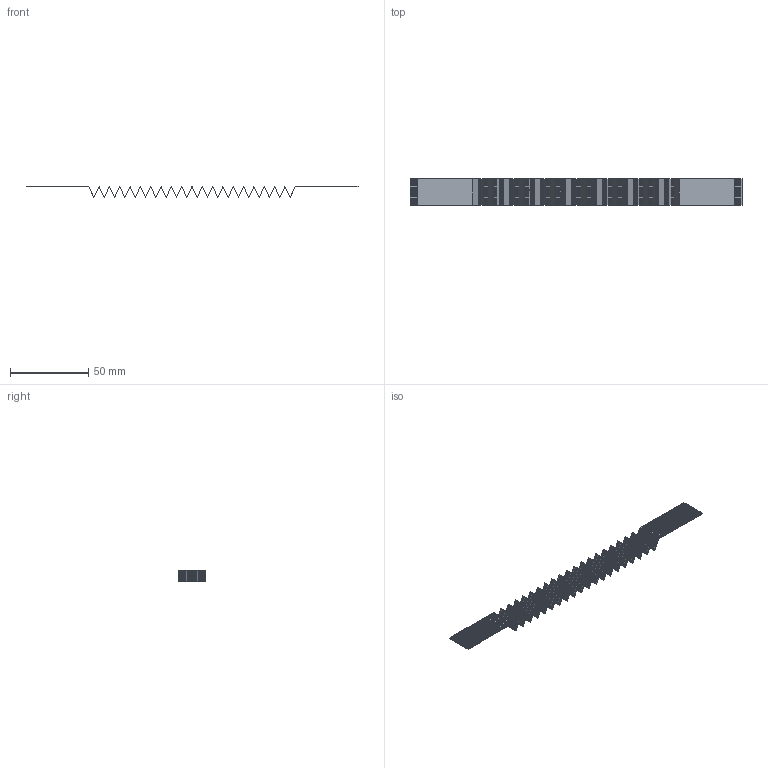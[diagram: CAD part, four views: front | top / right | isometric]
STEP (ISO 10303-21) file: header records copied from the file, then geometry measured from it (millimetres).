
FILE_DESCRIPTION(/* description */ ('Unknown'),/* implementation_level */ '2;1');
FILE_NAME(/* name */ '686616141001',/* time_stamp */ '2020-12-14T10:39:12+01:00',/* author */ ('Unknown'),/* organization */ ('Unknown'),/* preprocessor_version */ 'ST-DEVELOPER v16.7',/* originating_system */ 'DEX',/* authorisation */ $);
FILE_SCHEMA (('AUTOMOTIVE_DESIGN {1 0 10303 214 3 1 1}'));
Length unit declared in the file: millimetre
Products named in the file (2): 6866xx141001; 686616141001
Assembly tree (1 placements, depth 2):
  6866xx141001
    686616141001
Bounding box: 211.96 x 17 x 7.5 mm (x, y, z)
Volume: 542.3 mm3; surface area: 22899.1 mm2
Topology: 1 solids, 1 shells, 1512 faces, 4554 edges, 3012 vertices
Faces by surface type: plane 1512
Entity records: 61271 total; most frequent: CARTESIAN_POINT 9200, ORIENTED_EDGE 9108, DIRECTION 7542, EDGE_CURVE 4554, LINE 4514, VECTOR 4514, VERTEX_POINT 3012, AXIS2_PLACEMENT_3D 1514
